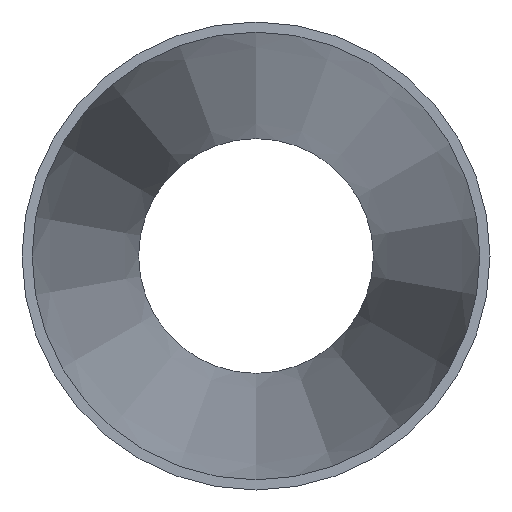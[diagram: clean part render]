
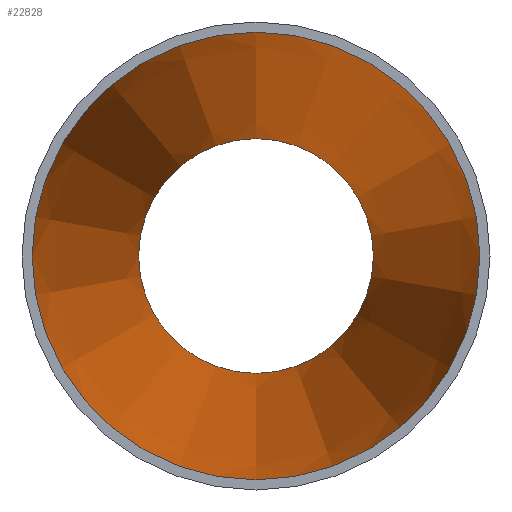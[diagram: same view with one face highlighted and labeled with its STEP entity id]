
A CAD part, front view. The second image highlights one B-rep face of the part: STEP entity #22828.
In plain terms, the highlighted conical face has half-angle 6.051 degrees and reference radius 66.833 mm.
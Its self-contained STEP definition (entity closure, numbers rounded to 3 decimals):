
#672 = CONICAL_SURFACE ( 'NONE', #13897, 66.833, 0.106 ) ;
#2015 = ORIENTED_EDGE ( 'NONE', *, *, #36280, .T. ) ;
#2829 = VERTEX_POINT ( 'NONE', #32093 ) ;
#2996 = EDGE_CURVE ( 'NONE', #25812, #25812, #16873, .T. ) ;
#8253 = FACE_OUTER_BOUND ( 'NONE', #30807, .T. ) ;
#10035 = AXIS2_PLACEMENT_3D ( 'NONE', #23362, #23152, #19711 ) ;
#13251 = CARTESIAN_POINT ( 'NONE',  ( 0., 300., -35.033 ) ) ;
#13897 = AXIS2_PLACEMENT_3D ( 'NONE', #21048, #20840, #17362 ) ;
#16873 = CIRCLE ( 'NONE', #29340, 35.033 ) ;
#17362 = DIRECTION ( 'NONE',  ( 0., 0., -1. ) ) ;
#17635 = CIRCLE ( 'NONE', #10035, 66.833 ) ;
#19711 = DIRECTION ( 'NONE',  ( 0., 0., -1. ) ) ;
#20840 = DIRECTION ( 'NONE',  ( 0., -1., 0. ) ) ;
#21048 = CARTESIAN_POINT ( 'NONE',  ( 0., 0., 0. ) ) ;
#22828 = ADVANCED_FACE ( 'NONE', ( #24701, #8253 ), #672, .F. ) ;
#23152 = DIRECTION ( 'NONE',  ( 0., -1., 0. ) ) ;
#23362 = CARTESIAN_POINT ( 'NONE',  ( 0., 0., 0. ) ) ;
#24701 = FACE_BOUND ( 'NONE', #37518, .T. ) ;
#25812 = VERTEX_POINT ( 'NONE', #13251 ) ;
#29340 = AXIS2_PLACEMENT_3D ( 'NONE', #31438, #38393, #37738 ) ;
#30807 = EDGE_LOOP ( 'NONE', ( #2015 ) ) ;
#31438 = CARTESIAN_POINT ( 'NONE',  ( 0., 300., 0. ) ) ;
#32093 = CARTESIAN_POINT ( 'NONE',  ( 0., 0., -66.833 ) ) ;
#33159 = ORIENTED_EDGE ( 'NONE', *, *, #2996, .F. ) ;
#36280 = EDGE_CURVE ( 'NONE', #2829, #2829, #17635, .T. ) ;
#37518 = EDGE_LOOP ( 'NONE', ( #33159 ) ) ;
#37738 = DIRECTION ( 'NONE',  ( 0., 0., -1. ) ) ;
#38393 = DIRECTION ( 'NONE',  ( 0., -1., 0. ) ) ;
